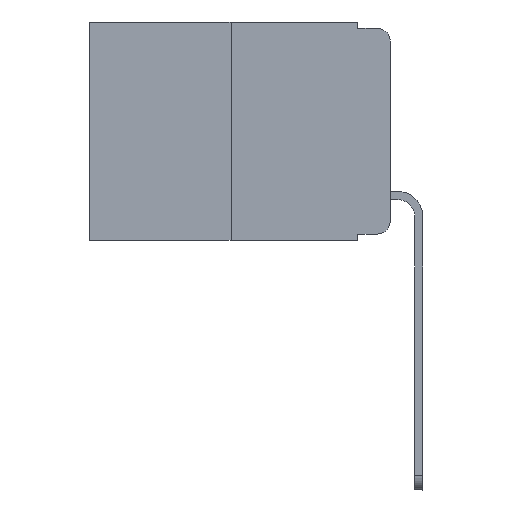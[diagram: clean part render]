
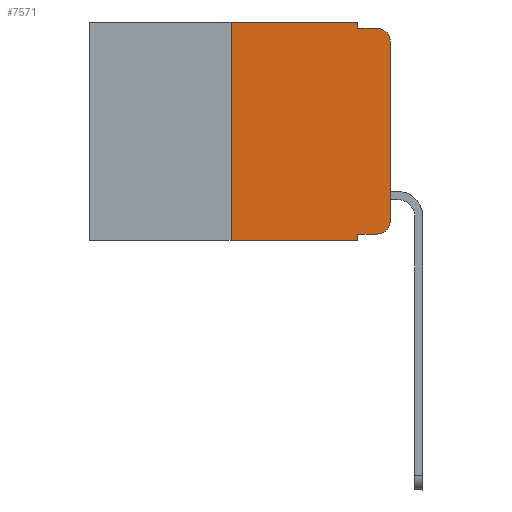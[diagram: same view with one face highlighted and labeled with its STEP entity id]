
A CAD part, left-side view. The second image highlights one B-rep face of the part: STEP entity #7571.
In plain terms, the highlighted planar face has unit normal (-1, 0, 0).
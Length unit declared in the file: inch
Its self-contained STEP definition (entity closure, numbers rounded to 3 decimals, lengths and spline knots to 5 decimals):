
#342 = CARTESIAN_POINT ( 'NONE',  ( 0., 0.02, -0.03 ) ) ;
#475 = DIRECTION ( 'NONE',  ( 0., -1., 0. ) ) ;
#554 = CARTESIAN_POINT ( 'NONE',  ( 0., 0.02, -0.01 ) ) ;
#674 = DIRECTION ( 'NONE',  ( -1., 0., 0. ) ) ;
#1057 = CARTESIAN_POINT ( 'NONE',  ( 0., 0.473, -0.343 ) ) ;
#1174 = DIRECTION ( 'NONE',  ( 0., -1., 0. ) ) ;
#1669 = CARTESIAN_POINT ( 'NONE',  ( 0., 0.473, 0. ) ) ;
#2029 = DIRECTION ( 'NONE',  ( 0., 0., -1. ) ) ;
#3018 = DIRECTION ( 'NONE',  ( 0., 0., -1. ) ) ;
#3232 = VERTEX_POINT ( 'NONE', #13332 ) ;
#3534 = VERTEX_POINT ( 'NONE', #6561 ) ;
#3915 = CARTESIAN_POINT ( 'NONE',  ( 0., 0.051, -0.333 ) ) ;
#3929 = CARTESIAN_POINT ( 'NONE',  ( 0., 0.051, -0.01 ) ) ;
#4470 = EDGE_CURVE ( 'NONE', #21019, #13526, #13563, .T. ) ;
#4544 = CARTESIAN_POINT ( 'NONE',  ( 0., 0.473, 0. ) ) ;
#4681 = AXIS2_PLACEMENT_3D ( 'NONE', #19458, #14740, #14409 ) ;
#5029 = DIRECTION ( 'NONE',  ( 1., 0., 0. ) ) ;
#5192 = CARTESIAN_POINT ( 'NONE',  ( 0., 0.051, 0. ) ) ;
#5352 = ORIENTED_EDGE ( 'NONE', *, *, #12005, .T. ) ;
#5524 = CARTESIAN_POINT ( 'NONE',  ( 0., 0.051, -0.333 ) ) ;
#5579 = VECTOR ( 'NONE', #13066, 39.37008 ) ;
#5727 = DIRECTION ( 'NONE',  ( 0., 0., -1. ) ) ;
#6211 = VECTOR ( 'NONE', #12790, 39.37008 ) ;
#6553 = ORIENTED_EDGE ( 'NONE', *, *, #6604, .F. ) ;
#6561 = CARTESIAN_POINT ( 'NONE',  ( 0., 0.25, 0. ) ) ;
#6604 = EDGE_CURVE ( 'NONE', #3534, #17931, #19909, .T. ) ;
#7060 = VECTOR ( 'NONE', #21097, 39.37008 ) ;
#7229 = VECTOR ( 'NONE', #1174, 39.37008 ) ;
#7271 = CARTESIAN_POINT ( 'NONE',  ( 0., 0.051, -0.343 ) ) ;
#7337 = ORIENTED_EDGE ( 'NONE', *, *, #17840, .T. ) ;
#7571 = ADVANCED_FACE ( 'NONE', ( #20399 ), #13453, .F. ) ;
#7727 = LINE ( 'NONE', #16387, #16232 ) ;
#8031 = LINE ( 'NONE', #1057, #5579 ) ;
#8990 = AXIS2_PLACEMENT_3D ( 'NONE', #1669, #5029, #3018 ) ;
#9059 = EDGE_CURVE ( 'NONE', #11037, #3534, #7727, .T. ) ;
#9240 = CARTESIAN_POINT ( 'NONE',  ( 0., 0.02, -0.333 ) ) ;
#9409 = VERTEX_POINT ( 'NONE', #15690 ) ;
#9807 = EDGE_LOOP ( 'NONE', ( #16900, #14239, #13276, #21325, #6553, #16767, #5352, #12533, #20488, #7337 ) ) ;
#10194 = CARTESIAN_POINT ( 'NONE',  ( 0., 0.051, 0. ) ) ;
#11037 = VERTEX_POINT ( 'NONE', #18078 ) ;
#11305 = DIRECTION ( 'NONE',  ( 0., 0., 1. ) ) ;
#12005 = EDGE_CURVE ( 'NONE', #11037, #13526, #8031, .T. ) ;
#12533 = ORIENTED_EDGE ( 'NONE', *, *, #4470, .F. ) ;
#12790 = DIRECTION ( 'NONE',  ( 0., -1., 0. ) ) ;
#13066 = DIRECTION ( 'NONE',  ( 0., -1., 0. ) ) ;
#13276 = ORIENTED_EDGE ( 'NONE', *, *, #22001, .F. ) ;
#13309 = VECTOR ( 'NONE', #475, 39.37008 ) ;
#13332 = CARTESIAN_POINT ( 'NONE',  ( 0., 0., -0.03 ) ) ;
#13453 = PLANE ( 'NONE',  #8990 ) ;
#13459 = DIRECTION ( 'NONE',  ( 0., 0., -1. ) ) ;
#13526 = VERTEX_POINT ( 'NONE', #7271 ) ;
#13563 = LINE ( 'NONE', #10194, #15248 ) ;
#13901 = CIRCLE ( 'NONE', #17861, 0.02 ) ;
#14239 = ORIENTED_EDGE ( 'NONE', *, *, #16118, .T. ) ;
#14353 = CIRCLE ( 'NONE', #4681, 0.02 ) ;
#14409 = DIRECTION ( 'NONE',  ( 0., 0., -1. ) ) ;
#14740 = DIRECTION ( 'NONE',  ( -1., 0., 0. ) ) ;
#14824 = EDGE_CURVE ( 'NONE', #9409, #3232, #19090, .T. ) ;
#15248 = VECTOR ( 'NONE', #13459, 39.37008 ) ;
#15450 = VECTOR ( 'NONE', #2029, 39.37008 ) ;
#15630 = CARTESIAN_POINT ( 'NONE',  ( 0., 0., 0. ) ) ;
#15690 = CARTESIAN_POINT ( 'NONE',  ( 0., 0., -0.313 ) ) ;
#15710 = VERTEX_POINT ( 'NONE', #9240 ) ;
#16118 = EDGE_CURVE ( 'NONE', #3232, #21028, #13901, .T. ) ;
#16232 = VECTOR ( 'NONE', #11305, 39.37008 ) ;
#16387 = CARTESIAN_POINT ( 'NONE',  ( 0., 0.25, 0. ) ) ;
#16767 = ORIENTED_EDGE ( 'NONE', *, *, #9059, .F. ) ;
#16900 = ORIENTED_EDGE ( 'NONE', *, *, #14824, .T. ) ;
#17332 = CARTESIAN_POINT ( 'NONE',  ( 0., 0.051, -0.01 ) ) ;
#17422 = LINE ( 'NONE', #5192, #15450 ) ;
#17840 = EDGE_CURVE ( 'NONE', #15710, #9409, #14353, .T. ) ;
#17861 = AXIS2_PLACEMENT_3D ( 'NONE', #342, #674, #5727 ) ;
#17931 = VERTEX_POINT ( 'NONE', #22141 ) ;
#18078 = CARTESIAN_POINT ( 'NONE',  ( 0., 0.25, -0.343 ) ) ;
#18153 = EDGE_CURVE ( 'NONE', #17931, #21485, #17422, .T. ) ;
#19090 = LINE ( 'NONE', #15630, #7060 ) ;
#19110 = LINE ( 'NONE', #5524, #13309 ) ;
#19201 = LINE ( 'NONE', #3929, #6211 ) ;
#19458 = CARTESIAN_POINT ( 'NONE',  ( 0., 0.02, -0.313 ) ) ;
#19909 = LINE ( 'NONE', #4544, #7229 ) ;
#20399 = FACE_OUTER_BOUND ( 'NONE', #9807, .T. ) ;
#20488 = ORIENTED_EDGE ( 'NONE', *, *, #20511, .T. ) ;
#20511 = EDGE_CURVE ( 'NONE', #21019, #15710, #19110, .T. ) ;
#21019 = VERTEX_POINT ( 'NONE', #3915 ) ;
#21028 = VERTEX_POINT ( 'NONE', #554 ) ;
#21097 = DIRECTION ( 'NONE',  ( 0., 0., 1. ) ) ;
#21325 = ORIENTED_EDGE ( 'NONE', *, *, #18153, .F. ) ;
#21485 = VERTEX_POINT ( 'NONE', #17332 ) ;
#22001 = EDGE_CURVE ( 'NONE', #21485, #21028, #19201, .T. ) ;
#22141 = CARTESIAN_POINT ( 'NONE',  ( 0., 0.051, 0. ) ) ;
